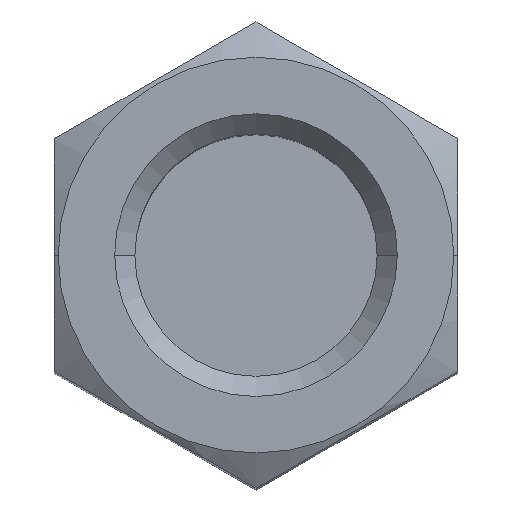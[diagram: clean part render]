
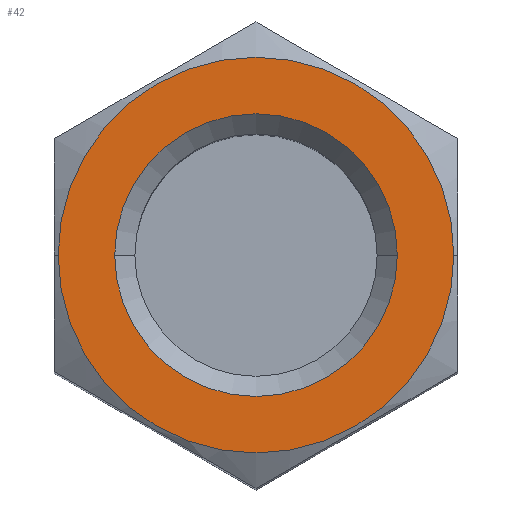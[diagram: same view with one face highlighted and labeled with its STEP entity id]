
A CAD part, top view. The second image highlights one B-rep face of the part: STEP entity #42.
In plain terms, the highlighted planar face has unit normal (0, 0, 1).
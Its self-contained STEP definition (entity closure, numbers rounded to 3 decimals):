
#5 = DIRECTION ( 'NONE',  ( 1., 0., 0. ) ) ;
#16 = DIRECTION ( 'NONE',  ( 1., 0., 0. ) ) ;
#26 = AXIS2_PLACEMENT_3D ( 'NONE', #937, #278, #5 ) ;
#36 = EDGE_CURVE ( 'NONE', #627, #326, #187, .T. ) ;
#42 = ADVANCED_FACE ( 'NONE', ( #580, #733 ), #894, .F. ) ;
#83 = ORIENTED_EDGE ( 'NONE', *, *, #341, .F. ) ;
#109 = CARTESIAN_POINT ( 'NONE',  ( 0., 0., 25. ) ) ;
#187 = CIRCLE ( 'NONE', #26, 4.9 ) ;
#199 = CARTESIAN_POINT ( 'NONE',  ( 0., 0., 25. ) ) ;
#241 = EDGE_CURVE ( 'NONE', #327, #657, #296, .T. ) ;
#242 = CARTESIAN_POINT ( 'NONE',  ( 3.5, 0., 25. ) ) ;
#278 = DIRECTION ( 'NONE',  ( 0., 0., 1. ) ) ;
#280 = AXIS2_PLACEMENT_3D ( 'NONE', #199, #718, #352 ) ;
#293 = ORIENTED_EDGE ( 'NONE', *, *, #36, .T. ) ;
#296 = CIRCLE ( 'NONE', #591, 3.5 ) ;
#310 = DIRECTION ( 'NONE',  ( 0., 0., -1. ) ) ;
#326 = VERTEX_POINT ( 'NONE', #778 ) ;
#327 = VERTEX_POINT ( 'NONE', #406 ) ;
#341 = EDGE_CURVE ( 'NONE', #657, #327, #631, .T. ) ;
#352 = DIRECTION ( 'NONE',  ( 1., 0., 0. ) ) ;
#359 = ORIENTED_EDGE ( 'NONE', *, *, #468, .T. ) ;
#366 = EDGE_LOOP ( 'NONE', ( #83, #946 ) ) ;
#375 = AXIS2_PLACEMENT_3D ( 'NONE', #529, #310, #394 ) ;
#394 = DIRECTION ( 'NONE',  ( -1., 0., 0. ) ) ;
#406 = CARTESIAN_POINT ( 'NONE',  ( -3.5, 0., 25. ) ) ;
#429 = AXIS2_PLACEMENT_3D ( 'NONE', #567, #854, #16 ) ;
#468 = EDGE_CURVE ( 'NONE', #326, #627, #664, .T. ) ;
#529 = CARTESIAN_POINT ( 'NONE',  ( 0., -5.774, 25. ) ) ;
#567 = CARTESIAN_POINT ( 'NONE',  ( 0., 0., 25. ) ) ;
#580 = FACE_BOUND ( 'NONE', #366, .T. ) ;
#591 = AXIS2_PLACEMENT_3D ( 'NONE', #109, #785, #938 ) ;
#627 = VERTEX_POINT ( 'NONE', #839 ) ;
#631 = CIRCLE ( 'NONE', #280, 3.5 ) ;
#657 = VERTEX_POINT ( 'NONE', #242 ) ;
#664 = CIRCLE ( 'NONE', #429, 4.9 ) ;
#718 = DIRECTION ( 'NONE',  ( 0., 0., 1. ) ) ;
#733 = FACE_OUTER_BOUND ( 'NONE', #910, .T. ) ;
#778 = CARTESIAN_POINT ( 'NONE',  ( 4.9, 0., 25. ) ) ;
#785 = DIRECTION ( 'NONE',  ( 0., 0., 1. ) ) ;
#839 = CARTESIAN_POINT ( 'NONE',  ( -4.9, 0., 25. ) ) ;
#854 = DIRECTION ( 'NONE',  ( 0., 0., 1. ) ) ;
#894 = PLANE ( 'NONE',  #375 ) ;
#910 = EDGE_LOOP ( 'NONE', ( #359, #293 ) ) ;
#937 = CARTESIAN_POINT ( 'NONE',  ( 0., 0., 25. ) ) ;
#938 = DIRECTION ( 'NONE',  ( 1., 0., 0. ) ) ;
#946 = ORIENTED_EDGE ( 'NONE', *, *, #241, .F. ) ;
